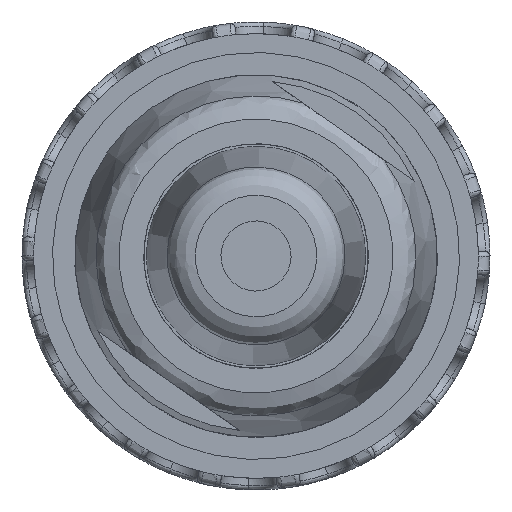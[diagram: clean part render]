
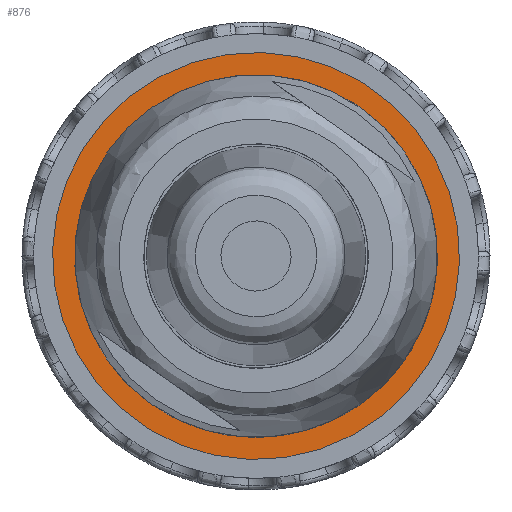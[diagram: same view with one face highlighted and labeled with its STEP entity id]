
A CAD part, front view. The second image highlights one B-rep face of the part: STEP entity #876.
In plain terms, the highlighted planar face has unit normal (0, -1, 0).
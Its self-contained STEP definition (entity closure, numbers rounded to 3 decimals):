
#876=ADVANCED_FACE('4-0-161',(#1292,#1293),#1190,.T.);
#1190=PLANE('',#5206);
#1292=FACE_BOUND('',#1348,.T.);
#1293=FACE_BOUND('',#1349,.T.);
#1348=EDGE_LOOP('',(#1937));
#1349=EDGE_LOOP('',(#1938));
#1691=CIRCLE('',#5204,7.75);
#1692=CIRCLE('',#5205,8.7);
#1937=ORIENTED_EDGE('',*,*,#4012,.F.);
#1938=ORIENTED_EDGE('',*,*,#4013,.T.);
#3509=VERTEX_POINT('',#6711);
#3510=VERTEX_POINT('',#6713);
#4012=EDGE_CURVE('',#3509,#3509,#1691,.T.);
#4013=EDGE_CURVE('',#3510,#3510,#1692,.T.);
#5204=AXIS2_PLACEMENT_3D('',#6710,#5643,#5644);
#5205=AXIS2_PLACEMENT_3D('',#6712,#5645,#5646);
#5206=AXIS2_PLACEMENT_3D('',#6714,#5647,#5648);
#5643=DIRECTION('',(0.,-1.,0.));
#5644=DIRECTION('',(0.,0.,-1.));
#5645=DIRECTION('',(0.,-1.,0.));
#5646=DIRECTION('',(-0.999,0.,0.032));
#5647=DIRECTION('',(0.,-1.,0.));
#5648=DIRECTION('',(0.999,0.,-0.032));
#6710=CARTESIAN_POINT('',(21.985,-36.665,0.));
#6711=CARTESIAN_POINT('',(21.985,-36.665,-7.75));
#6712=CARTESIAN_POINT('',(21.985,-36.665,0.));
#6713=CARTESIAN_POINT('',(13.289,-36.665,0.28));
#6714=CARTESIAN_POINT('',(12.112,-36.665,-9.257));
